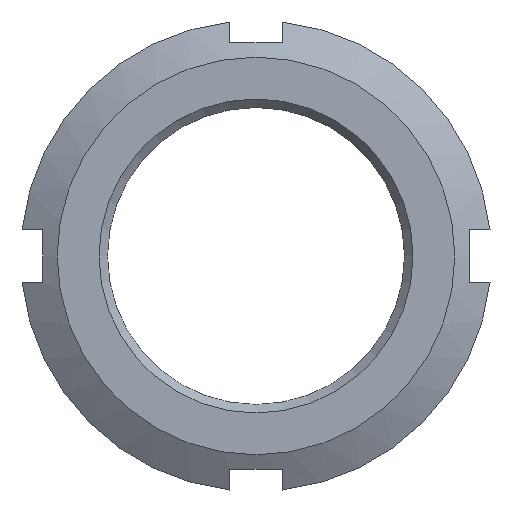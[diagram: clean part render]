
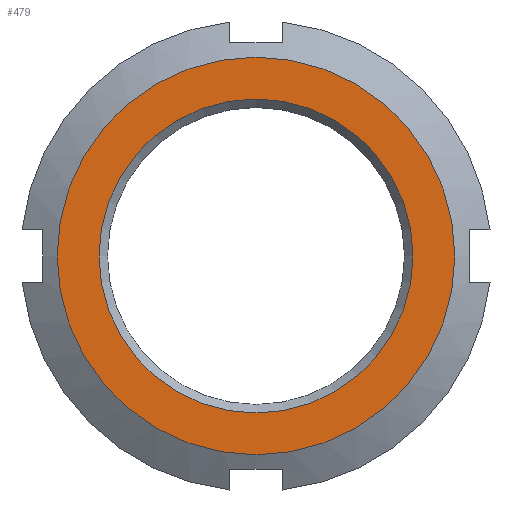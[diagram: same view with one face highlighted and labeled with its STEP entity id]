
A CAD part, left-side view. The second image highlights one B-rep face of the part: STEP entity #479.
In plain terms, the highlighted planar face has unit normal (-1, 0, 0).
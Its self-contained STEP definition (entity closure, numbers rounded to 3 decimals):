
#23=FACE_BOUND('',#98,.T.);
#39=CIRCLE('',#534,19.);
#40=CIRCLE('',#536,15.);
#70=FACE_OUTER_BOUND('',#97,.T.);
#97=EDGE_LOOP('',(#435));
#98=EDGE_LOOP('',(#436));
#229=VERTEX_POINT('',#891);
#230=VERTEX_POINT('',#895);
#297=EDGE_CURVE('',#229,#229,#39,.T.);
#299=EDGE_CURVE('',#230,#230,#40,.T.);
#435=ORIENTED_EDGE('',*,*,#297,.T.);
#436=ORIENTED_EDGE('',*,*,#299,.F.);
#454=PLANE('',#535);
#479=ADVANCED_FACE('',(#70,#23),#454,.T.);
#534=AXIS2_PLACEMENT_3D('',#892,#648,#649);
#535=AXIS2_PLACEMENT_3D('',#894,#651,#652);
#536=AXIS2_PLACEMENT_3D('',#896,#653,#654);
#648=DIRECTION('center_axis',(-1.,0.,0.));
#649=DIRECTION('ref_axis',(0.,0.,1.));
#651=DIRECTION('center_axis',(-1.,0.,0.));
#652=DIRECTION('ref_axis',(0.,0.,1.));
#653=DIRECTION('center_axis',(-1.,0.,0.));
#654=DIRECTION('ref_axis',(0.,0.,1.));
#891=CARTESIAN_POINT('',(0.,-19.,0.));
#892=CARTESIAN_POINT('Origin',(0.,0.,0.));
#894=CARTESIAN_POINT('Origin',(0.,15.,0.));
#895=CARTESIAN_POINT('',(0.,-15.,0.));
#896=CARTESIAN_POINT('Origin',(0.,0.,0.));
